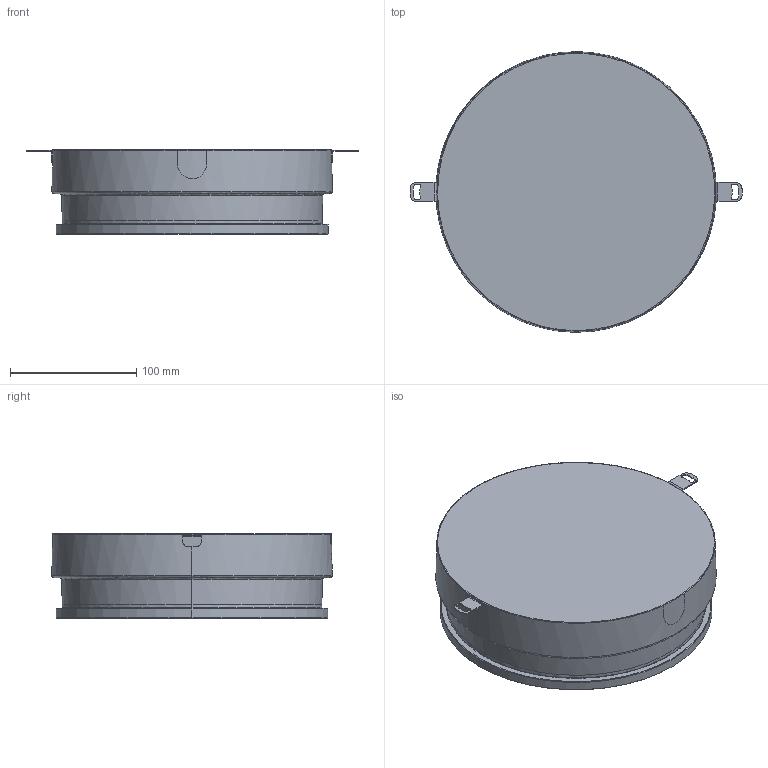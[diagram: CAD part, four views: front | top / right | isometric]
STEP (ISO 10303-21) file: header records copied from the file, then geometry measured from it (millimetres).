
FILE_DESCRIPTION(/* description */ (''),/* implementation_level */ '2;1');
FILE_NAME(/* name */ 'T4001900_EGO 220 WO VETRO FLAT TONDO',/* time_stamp */ '2018-02-06T16:52:55+01:00',/* author */ (''),/* organization */ (''),/* preprocessor_version */ 'ST-DEVELOPER v15',/* originating_system */ '',/* authorisation */ '');
FILE_SCHEMA (('CONFIG_CONTROL_DESIGN'));
Length unit declared in the file: millimetre
Products named in the file (1): Document
Bounding box: 262.55 x 221.84 x 67.1 mm (x, y, z)
Volume: 2415380.9 mm3; surface area: 231362.3 mm2
Topology: 7 solids, 7 shells, 204 faces, 523 edges, 336 vertices
Faces by surface type: bspline 129, plane 75
Entity records: 7907 total; most frequent: CARTESIAN_POINT 4702, ORIENTED_EDGE 1042, EDGE_CURVE 521, VERTEX_POINT 336, B_SPLINE_CURVE_WITH_KNOTS 297, EDGE_LOOP 235, ADVANCED_FACE 204, FACE_OUTER_BOUND 204
